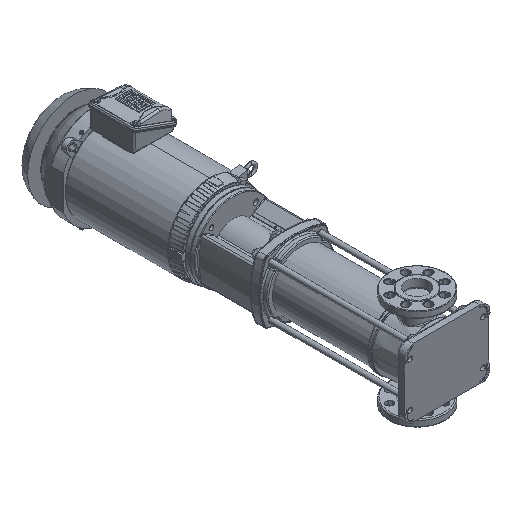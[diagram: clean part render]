
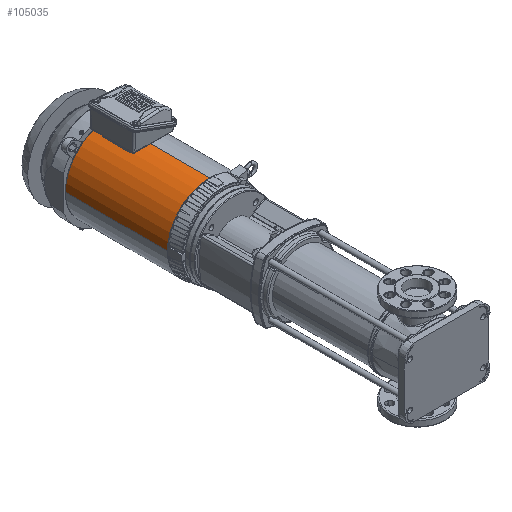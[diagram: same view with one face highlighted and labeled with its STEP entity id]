
A CAD part, isometric view. The second image highlights one B-rep face of the part: STEP entity #105035.
In plain terms, the highlighted cylindrical face has radius 124.3 mm (diameter 248.6 mm), a partial arc.
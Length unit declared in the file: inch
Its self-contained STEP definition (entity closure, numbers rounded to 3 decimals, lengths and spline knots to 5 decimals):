
#5449 = DIRECTION ( 'NONE',  ( -1., 0., 0. ) ) ;
#6878 = CYLINDRICAL_SURFACE ( 'NONE', #7163, 4.8937 ) ;
#7163 = AXIS2_PLACEMENT_3D ( 'NONE', #169790, #46892, #99477 ) ;
#9536 = EDGE_CURVE ( 'NONE', #10784, #11966, #85573, .T. ) ;
#10784 = VERTEX_POINT ( 'NONE', #59489 ) ;
#11966 = VERTEX_POINT ( 'NONE', #117742 ) ;
#18769 = CARTESIAN_POINT ( 'NONE',  ( 6.11655, -0.19649, 0. ) ) ;
#27780 = CIRCLE ( 'NONE', #164300, 4.8937 ) ;
#40196 = DIRECTION ( 'NONE',  ( -1., 0., 0. ) ) ;
#41968 = CARTESIAN_POINT ( 'NONE',  ( -5.69447, -0.19649, 0. ) ) ;
#46026 = FACE_OUTER_BOUND ( 'NONE', #164584, .T. ) ;
#46892 = DIRECTION ( 'NONE',  ( -1., 0., 0. ) ) ;
#54888 = EDGE_CURVE ( 'NONE', #113482, #11966, #27780, .T. ) ;
#59489 = CARTESIAN_POINT ( 'NONE',  ( 6.11655, -0.19649, 4.8937 ) ) ;
#59704 = DIRECTION ( 'NONE',  ( 0., -1., 0. ) ) ;
#61237 = VECTOR ( 'NONE', #139917, 39.37008 ) ;
#63115 = AXIS2_PLACEMENT_3D ( 'NONE', #18769, #5449, #59704 ) ;
#69566 = VERTEX_POINT ( 'NONE', #103404 ) ;
#84132 = LINE ( 'NONE', #137594, #157087 ) ;
#85573 = LINE ( 'NONE', #150670, #61237 ) ;
#95776 = DIRECTION ( 'NONE',  ( -1., 0., 0. ) ) ;
#98690 = EDGE_CURVE ( 'NONE', #69566, #113482, #84132, .T. ) ;
#99477 = DIRECTION ( 'NONE',  ( 0., 0., 1. ) ) ;
#100119 = ORIENTED_EDGE ( 'NONE', *, *, #54888, .F. ) ;
#103404 = CARTESIAN_POINT ( 'NONE',  ( 6.11655, -5.09019, 0.00085 ) ) ;
#103977 = ORIENTED_EDGE ( 'NONE', *, *, #9536, .T. ) ;
#105035 = ADVANCED_FACE ( 'NONE', ( #46026 ), #6878, .T. ) ;
#113482 = VERTEX_POINT ( 'NONE', #168056 ) ;
#116296 = EDGE_CURVE ( 'NONE', #69566, #10784, #159619, .T. ) ;
#117742 = CARTESIAN_POINT ( 'NONE',  ( -5.69447, -0.19649, 4.8937 ) ) ;
#122995 = DIRECTION ( 'NONE',  ( 0., -1., 0. ) ) ;
#137594 = CARTESIAN_POINT ( 'NONE',  ( 38.54453, -5.09019, 0.00085 ) ) ;
#139917 = DIRECTION ( 'NONE',  ( -1., 0., 0. ) ) ;
#150670 = CARTESIAN_POINT ( 'NONE',  ( 38.54453, -0.19649, 4.8937 ) ) ;
#153366 = ORIENTED_EDGE ( 'NONE', *, *, #116296, .T. ) ;
#157087 = VECTOR ( 'NONE', #95776, 39.37008 ) ;
#159619 = CIRCLE ( 'NONE', #63115, 4.8937 ) ;
#164300 = AXIS2_PLACEMENT_3D ( 'NONE', #41968, #40196, #122995 ) ;
#164324 = ORIENTED_EDGE ( 'NONE', *, *, #98690, .F. ) ;
#164584 = EDGE_LOOP ( 'NONE', ( #153366, #103977, #100119, #164324 ) ) ;
#168056 = CARTESIAN_POINT ( 'NONE',  ( -5.69447, -5.09019, 0.00085 ) ) ;
#169790 = CARTESIAN_POINT ( 'NONE',  ( 38.54453, -0.19649, 0. ) ) ;
